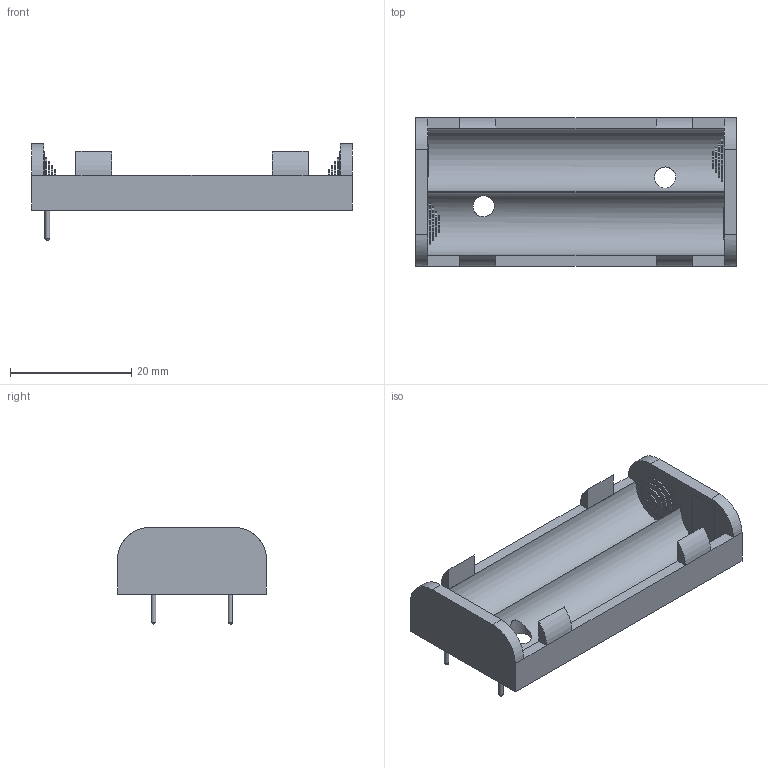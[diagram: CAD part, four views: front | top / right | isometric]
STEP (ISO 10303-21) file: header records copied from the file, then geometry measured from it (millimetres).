
FILE_DESCRIPTION(/* description */ ('model of BatteryHolder_Keystone_2468_2xAAA'),/* implementation_level */ '2;1');
FILE_NAME(/* name */ 'BatteryHolder_Keystone_2468_2xAAA.step',/* time_stamp */ '2019-02-19T19:11:30',/* author */ ('kicad StepUp','ksu'),/* organization */ ('FreeCAD'),/* preprocessor_version */ 'OCC',/* originating_system */ 'kicad StepUp',/* authorisation */ '');
FILE_SCHEMA(('AUTOMOTIVE_DESIGN { 1 0 10303 214 1 1 1 1 }'));
Length unit declared in the file: millimetre
Products named in the file (1): Keystone_2468_2xAAA
Bounding box: 52.98 x 24.59 x 16 mm (x, y, z)
Volume: 3536.2 mm3; surface area: 5235.6 mm2
Topology: 10 solids, 10 shells, 91 faces, 201 edges, 132 vertices
Faces by surface type: plane 58, cylinder 31, revolution 2
Full cylindrical faces by diameter (mm): 0.02 x1, 0.8 x2, 1.4 x2, 2.8 x4, 3.5 x2, 4.2 x4, 5.6 x4, 7 x2
Entity records: 3477 total; most frequent: CARTESIAN_POINT 713, DIRECTION 459, ORIENTED_EDGE 394, EDGE_CURVE 197, AXIS2_PLACEMENT_3D 172, VERTEX_POINT 132, FACE_BOUND 121, EDGE_LOOP 121
